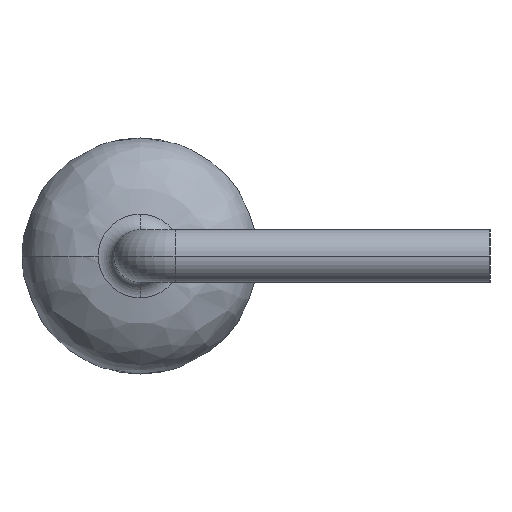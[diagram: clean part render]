
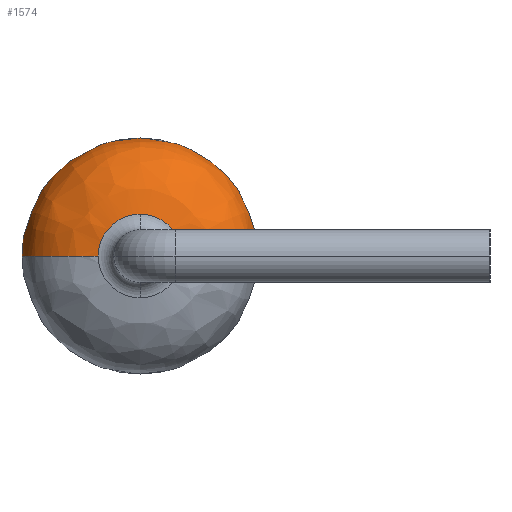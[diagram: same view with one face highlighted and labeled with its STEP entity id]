
A CAD part, left-side view. The second image highlights one B-rep face of the part: STEP entity #1574.
In plain terms, the highlighted free-form (B-spline) face has degree [3, 3] with [10, 4] control points.
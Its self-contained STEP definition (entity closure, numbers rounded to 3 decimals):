
#36 = ORIENTED_EDGE ( 'NONE', *, *, #567, .T. ) ;
#45 = CARTESIAN_POINT ( 'NONE',  ( -2.785, 1.334, 2.669 ) ) ;
#59 = EDGE_LOOP ( 'NONE', ( #120, #1108, #36, #1910, #1891 ) ) ;
#92 = CARTESIAN_POINT ( 'NONE',  ( -3.318, -0.947, 0. ) ) ;
#102 = CARTESIAN_POINT ( 'NONE',  ( -3.419, -0.478, 0. ) ) ;
#114 = CARTESIAN_POINT ( 'NONE',  ( -3.398, 0.672, 0. ) ) ;
#120 = ORIENTED_EDGE ( 'NONE', *, *, #170, .F. ) ;
#128 = CARTESIAN_POINT ( 'NONE',  ( -3.398, 0.672, 0. ) ) ;
#141 = VERTEX_POINT ( 'NONE', #1811 ) ;
#170 = EDGE_CURVE ( 'NONE', #2067, #416, #949, .T. ) ;
#193 = CARTESIAN_POINT ( 'NONE',  ( -2.429, 1.322, 0. ) ) ;
#199 = CARTESIAN_POINT ( 'NONE',  ( -2.643, 1.365, 0. ) ) ;
#207 = CARTESIAN_POINT ( 'NONE',  ( -2.785, 1.334, 0. ) ) ;
#209 = EDGE_CURVE ( 'NONE', #141, #1225, #645, .T. ) ;
#252 = B_SPLINE_CURVE_WITH_KNOTS ( 'NONE', 3,
 ( #1659, #1727, #1870, #1409, #1211, #254, #1752, #1735, #128, #755 ),
 .UNSPECIFIED., .F., .F.,
 ( 4, 1, 1, 1, 1, 1, 1, 4 ),
 ( 0.566, 0.603, 0.659, 0.668, 0.69, 0.699, 0.747, 0.882 ),
 .UNSPECIFIED. ) ;
#254 = CARTESIAN_POINT ( 'NONE',  ( -2.926, 1.272, 0. ) ) ;
#270 = CARTESIAN_POINT ( 'NONE',  ( -2.904, -1.284, 2.569 ) ) ;
#275 = AXIS2_PLACEMENT_3D ( 'NONE', #1418, #283, #940 ) ;
#283 = DIRECTION ( 'NONE',  ( 1., 0., 0. ) ) ;
#357 = CARTESIAN_POINT ( 'NONE',  ( -2.488, -1.336, 2.672 ) ) ;
#389 = CARTESIAN_POINT ( 'NONE',  ( -3.042, -1.219, 0. ) ) ;
#416 = VERTEX_POINT ( 'NONE', #1624 ) ;
#421 = CARTESIAN_POINT ( 'NONE',  ( -3.318, 0.947, 0. ) ) ;
#432 = CARTESIAN_POINT ( 'NONE',  ( -3.042, 1.219, 2.438 ) ) ;
#469 = CARTESIAN_POINT ( 'NONE',  ( -3.419, 0., 0.478 ) ) ;
#480 = DIRECTION ( 'NONE',  ( -1., 0., 0. ) ) ;
#497 = CARTESIAN_POINT ( 'NONE',  ( -2.429, 1.322, 0. ) ) ;
#505 = CARTESIAN_POINT ( 'NONE',  ( -2.429, -1.322, 0. ) ) ;
#518 = DIRECTION ( 'NONE',  ( 0., 0., -1. ) ) ;
#522 = FACE_OUTER_BOUND ( 'NONE', #59, .T. ) ;
#567 = EDGE_CURVE ( 'NONE', #1057, #141, #252, .T. ) ;
#580 = EDGE_CURVE ( 'NONE', #2067, #1057, #932, .T. ) ;
#586 = CARTESIAN_POINT ( 'NONE',  ( -3.318, 0.947, 1.894 ) ) ;
#596 = CARTESIAN_POINT ( 'NONE',  ( -3.398, -0.672, 0. ) ) ;
#597 = CARTESIAN_POINT ( 'NONE',  ( -3.419, 0.478, 0.957 ) ) ;
#645 = CIRCLE ( 'NONE', #275, 0.478 ) ;
#725 = CARTESIAN_POINT ( 'NONE',  ( -2.429, -1.322, 0. ) ) ;
#738 = CIRCLE ( 'NONE', #986, 0.478 ) ;
#755 = CARTESIAN_POINT ( 'NONE',  ( -3.419, 0.478, 0. ) ) ;
#761 = CARTESIAN_POINT ( 'NONE',  ( -2.904, -1.284, 0. ) ) ;
#769 =( BOUNDED_SURFACE ( )  B_SPLINE_SURFACE ( 3, 3, ( 
 ( #497, #1157, #1801, #1644 ),
 ( #1485, #1169, #357, #1012 ),
 ( #199, #849, #1494, #1662 ),
 ( #207, #45, #1208, #1849 ),
 ( #1419, #1219, #270, #761 ),
 ( #1726, #1567, #1889, #1705 ),
 ( #2051, #432, #1383, #389 ),
 ( #421, #586, #1407, #92 ),
 ( #114, #1052, #2062, #913 ),
 ( #1094, #597, #1394, #1244 ) ),
 .UNSPECIFIED., .F., .F., .F. ) 
 B_SPLINE_SURFACE_WITH_KNOTS ( ( 4, 1, 1, 1, 1, 1, 1, 4 ),
 ( 4, 4 ),
 ( 0.566, 0.603, 0.659, 0.668, 0.69, 0.699, 0.747, 0.882 ),
 ( 0., 1. ),
 .UNSPECIFIED. ) 
 GEOMETRIC_REPRESENTATION_ITEM ( )  RATIONAL_B_SPLINE_SURFACE ( (
 ( 1., 0.333, 0.333, 1.),
 ( 1., 0.333, 0.333, 1.),
 ( 1., 0.333, 0.333, 1.),
 ( 1., 0.333, 0.333, 1.),
 ( 1., 0.333, 0.333, 1.),
 ( 1., 0.333, 0.333, 1.),
 ( 1., 0.333, 0.333, 1.),
 ( 1., 0.333, 0.333, 1.),
 ( 1., 0.333, 0.333, 1.),
 ( 1., 0.333, 0.333, 1.) ) ) 
 REPRESENTATION_ITEM ( '' )  SURFACE ( )  );
#771 = CARTESIAN_POINT ( 'NONE',  ( -2.926, -1.272, 0. ) ) ;
#829 = CARTESIAN_POINT ( 'NONE',  ( -2.429, 0., 0. ) ) ;
#849 = CARTESIAN_POINT ( 'NONE',  ( -2.643, 1.365, 2.73 ) ) ;
#913 = CARTESIAN_POINT ( 'NONE',  ( -3.398, -0.672, 0. ) ) ;
#924 = CARTESIAN_POINT ( 'NONE',  ( -2.488, -1.336, 0. ) ) ;
#932 = CIRCLE ( 'NONE', #997, 1.322 ) ;
#940 = DIRECTION ( 'NONE',  ( 0., 0., -1. ) ) ;
#949 = B_SPLINE_CURVE_WITH_KNOTS ( 'NONE', 3,
 ( #725, #924, #1725, #1717, #2036, #771, #1888, #1566, #596, #102 ),
 .UNSPECIFIED., .F., .F.,
 ( 4, 1, 1, 1, 1, 1, 1, 4 ),
 ( 0.566, 0.603, 0.659, 0.668, 0.69, 0.699, 0.747, 0.882 ),
 .UNSPECIFIED. ) ;
#986 = AXIS2_PLACEMENT_3D ( 'NONE', #1783, #1977, #518 ) ;
#997 = AXIS2_PLACEMENT_3D ( 'NONE', #829, #480, #1593 ) ;
#1012 = CARTESIAN_POINT ( 'NONE',  ( -2.488, -1.336, 0. ) ) ;
#1052 = CARTESIAN_POINT ( 'NONE',  ( -3.398, 0.672, 1.345 ) ) ;
#1057 = VERTEX_POINT ( 'NONE', #193 ) ;
#1094 = CARTESIAN_POINT ( 'NONE',  ( -3.419, 0.478, 0. ) ) ;
#1108 = ORIENTED_EDGE ( 'NONE', *, *, #580, .T. ) ;
#1157 = CARTESIAN_POINT ( 'NONE',  ( -2.429, 1.322, 2.644 ) ) ;
#1169 = CARTESIAN_POINT ( 'NONE',  ( -2.488, 1.336, 2.672 ) ) ;
#1208 = CARTESIAN_POINT ( 'NONE',  ( -2.785, -1.334, 2.669 ) ) ;
#1211 = CARTESIAN_POINT ( 'NONE',  ( -2.904, 1.284, 0. ) ) ;
#1219 = CARTESIAN_POINT ( 'NONE',  ( -2.904, 1.284, 2.569 ) ) ;
#1225 = VERTEX_POINT ( 'NONE', #469 ) ;
#1244 = CARTESIAN_POINT ( 'NONE',  ( -3.419, -0.478, 0. ) ) ;
#1383 = CARTESIAN_POINT ( 'NONE',  ( -3.042, -1.219, 2.438 ) ) ;
#1394 = CARTESIAN_POINT ( 'NONE',  ( -3.419, -0.478, 0.957 ) ) ;
#1407 = CARTESIAN_POINT ( 'NONE',  ( -3.318, -0.947, 1.894 ) ) ;
#1409 = CARTESIAN_POINT ( 'NONE',  ( -2.785, 1.334, 0. ) ) ;
#1418 = CARTESIAN_POINT ( 'NONE',  ( -3.419, 0., 0. ) ) ;
#1419 = CARTESIAN_POINT ( 'NONE',  ( -2.904, 1.284, 0. ) ) ;
#1485 = CARTESIAN_POINT ( 'NONE',  ( -2.488, 1.336, 0. ) ) ;
#1494 = CARTESIAN_POINT ( 'NONE',  ( -2.643, -1.365, 2.73 ) ) ;
#1566 = CARTESIAN_POINT ( 'NONE',  ( -3.318, -0.947, 0. ) ) ;
#1567 = CARTESIAN_POINT ( 'NONE',  ( -2.926, 1.272, 2.543 ) ) ;
#1574 = ADVANCED_FACE ( 'NONE', ( #522 ), #769, .T. ) ;
#1593 = DIRECTION ( 'NONE',  ( 0., 0., -1. ) ) ;
#1624 = CARTESIAN_POINT ( 'NONE',  ( -3.419, -0.478, 0. ) ) ;
#1644 = CARTESIAN_POINT ( 'NONE',  ( -2.429, -1.322, 0. ) ) ;
#1659 = CARTESIAN_POINT ( 'NONE',  ( -2.429, 1.322, 0. ) ) ;
#1662 = CARTESIAN_POINT ( 'NONE',  ( -2.643, -1.365, 0. ) ) ;
#1705 = CARTESIAN_POINT ( 'NONE',  ( -2.926, -1.272, 0. ) ) ;
#1717 = CARTESIAN_POINT ( 'NONE',  ( -2.785, -1.334, 0. ) ) ;
#1725 = CARTESIAN_POINT ( 'NONE',  ( -2.643, -1.365, 0. ) ) ;
#1726 = CARTESIAN_POINT ( 'NONE',  ( -2.926, 1.272, 0. ) ) ;
#1727 = CARTESIAN_POINT ( 'NONE',  ( -2.488, 1.336, 0. ) ) ;
#1735 = CARTESIAN_POINT ( 'NONE',  ( -3.318, 0.947, 0. ) ) ;
#1752 = CARTESIAN_POINT ( 'NONE',  ( -3.042, 1.219, 0. ) ) ;
#1783 = CARTESIAN_POINT ( 'NONE',  ( -3.419, 0., 0. ) ) ;
#1801 = CARTESIAN_POINT ( 'NONE',  ( -2.429, -1.322, 2.644 ) ) ;
#1811 = CARTESIAN_POINT ( 'NONE',  ( -3.419, 0.478, 0. ) ) ;
#1849 = CARTESIAN_POINT ( 'NONE',  ( -2.785, -1.334, 0. ) ) ;
#1870 = CARTESIAN_POINT ( 'NONE',  ( -2.643, 1.365, 0. ) ) ;
#1888 = CARTESIAN_POINT ( 'NONE',  ( -3.042, -1.219, 0. ) ) ;
#1889 = CARTESIAN_POINT ( 'NONE',  ( -2.926, -1.272, 2.543 ) ) ;
#1891 = ORIENTED_EDGE ( 'NONE', *, *, #2029, .T. ) ;
#1910 = ORIENTED_EDGE ( 'NONE', *, *, #209, .T. ) ;
#1977 = DIRECTION ( 'NONE',  ( 1., 0., 0. ) ) ;
#2029 = EDGE_CURVE ( 'NONE', #1225, #416, #738, .T. ) ;
#2036 = CARTESIAN_POINT ( 'NONE',  ( -2.904, -1.284, 0. ) ) ;
#2051 = CARTESIAN_POINT ( 'NONE',  ( -3.042, 1.219, 0. ) ) ;
#2062 = CARTESIAN_POINT ( 'NONE',  ( -3.398, -0.672, 1.345 ) ) ;
#2067 = VERTEX_POINT ( 'NONE', #505 ) ;
